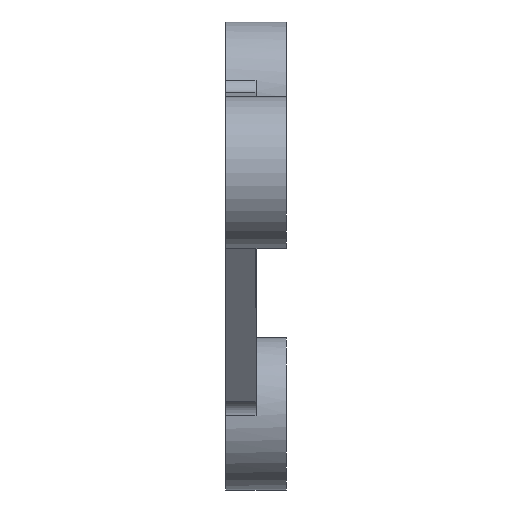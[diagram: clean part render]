
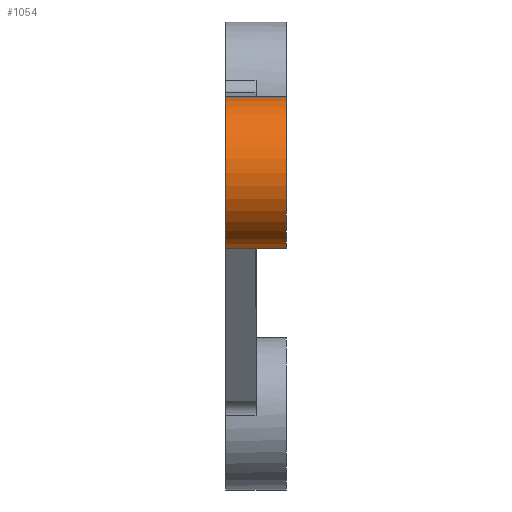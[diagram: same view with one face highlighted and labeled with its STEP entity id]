
A CAD part, left-side view. The second image highlights one B-rep face of the part: STEP entity #1054.
In plain terms, the highlighted cylindrical face has radius 12 mm (diameter 24 mm), a partial arc.
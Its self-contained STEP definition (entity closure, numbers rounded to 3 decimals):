
#149 = ORIENTED_EDGE ( 'NONE', *, *, #1075, .T. ) ;
#157 = CIRCLE ( 'NONE', #228, 12. ) ;
#228 = AXIS2_PLACEMENT_3D ( 'NONE', #757, #1739, #2090 ) ;
#289 = LINE ( 'NONE', #1537, #478 ) ;
#402 = DIRECTION ( 'NONE',  ( 0., -1., 0. ) ) ;
#443 = CYLINDRICAL_SURFACE ( 'NONE', #1510, 12. ) ;
#472 = VERTEX_POINT ( 'NONE', #699 ) ;
#478 = VECTOR ( 'NONE', #402, 1000. ) ;
#509 = DIRECTION ( 'NONE',  ( 0., -1., 0. ) ) ;
#661 = CARTESIAN_POINT ( 'NONE',  ( -66.744, 0., 18.693 ) ) ;
#699 = CARTESIAN_POINT ( 'NONE',  ( -66.744, 0., -5.307 ) ) ;
#739 = DIRECTION ( 'NONE',  ( 0., 0., 1. ) ) ;
#757 = CARTESIAN_POINT ( 'NONE',  ( -66.744, 0., 6.693 ) ) ;
#785 = CARTESIAN_POINT ( 'NONE',  ( -66.744, 9.6, -5.307 ) ) ;
#842 = ORIENTED_EDGE ( 'NONE', *, *, #1788, .T. ) ;
#885 = EDGE_LOOP ( 'NONE', ( #1538, #1012, #149, #842 ) ) ;
#913 = DIRECTION ( 'NONE',  ( 0., 1., 0. ) ) ;
#1012 = ORIENTED_EDGE ( 'NONE', *, *, #1985, .F. ) ;
#1054 = ADVANCED_FACE ( 'NONE', ( #1553 ), #443, .T. ) ;
#1075 = EDGE_CURVE ( 'NONE', #1458, #472, #289, .T. ) ;
#1099 = CARTESIAN_POINT ( 'NONE',  ( -66.744, 9.6, 6.693 ) ) ;
#1126 = VERTEX_POINT ( 'NONE', #1948 ) ;
#1140 = LINE ( 'NONE', #1330, #1286 ) ;
#1172 = VERTEX_POINT ( 'NONE', #661 ) ;
#1286 = VECTOR ( 'NONE', #509, 1000. ) ;
#1330 = CARTESIAN_POINT ( 'NONE',  ( -66.744, 8., 18.693 ) ) ;
#1458 = VERTEX_POINT ( 'NONE', #785 ) ;
#1510 = AXIS2_PLACEMENT_3D ( 'NONE', #1898, #1573, #1866 ) ;
#1537 = CARTESIAN_POINT ( 'NONE',  ( -66.744, 8., -5.307 ) ) ;
#1538 = ORIENTED_EDGE ( 'NONE', *, *, #1599, .F. ) ;
#1553 = FACE_OUTER_BOUND ( 'NONE', #885, .T. ) ;
#1573 = DIRECTION ( 'NONE',  ( 0., -1., 0. ) ) ;
#1595 = AXIS2_PLACEMENT_3D ( 'NONE', #1099, #913, #739 ) ;
#1599 = EDGE_CURVE ( 'NONE', #1126, #1172, #1140, .T. ) ;
#1739 = DIRECTION ( 'NONE',  ( 0., 1., 0. ) ) ;
#1788 = EDGE_CURVE ( 'NONE', #472, #1172, #157, .T. ) ;
#1866 = DIRECTION ( 'NONE',  ( 0., 0., -1. ) ) ;
#1898 = CARTESIAN_POINT ( 'NONE',  ( -66.744, 8., 6.693 ) ) ;
#1948 = CARTESIAN_POINT ( 'NONE',  ( -66.744, 9.6, 18.693 ) ) ;
#1985 = EDGE_CURVE ( 'NONE', #1458, #1126, #2116, .T. ) ;
#2090 = DIRECTION ( 'NONE',  ( 0., 0., 1. ) ) ;
#2116 = CIRCLE ( 'NONE', #1595, 12. ) ;
